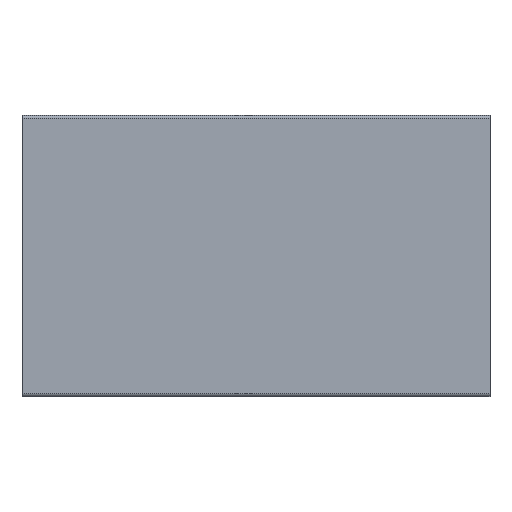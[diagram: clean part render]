
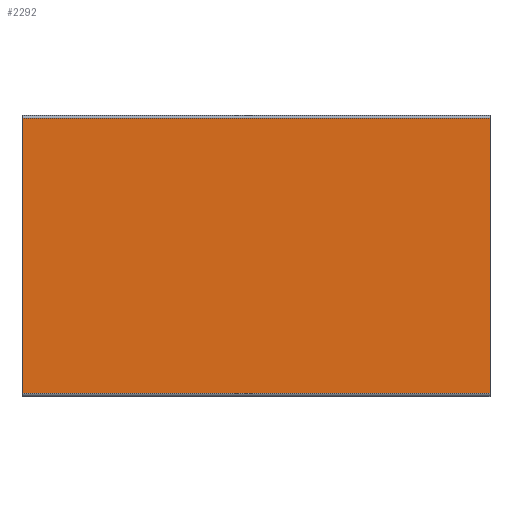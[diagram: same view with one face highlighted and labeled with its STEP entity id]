
A CAD part, top view. The second image highlights one B-rep face of the part: STEP entity #2292.
In plain terms, the highlighted planar face has unit normal (0, 0, 1).
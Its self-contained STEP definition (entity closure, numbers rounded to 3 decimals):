
#1 = ORIENTED_EDGE ( 'NONE', *, *, #1143, .T. ) ;
#22 = CARTESIAN_POINT ( 'NONE',  ( 500., 294., 0. ) ) ;
#63 = DIRECTION ( 'NONE',  ( 0., 0., -1. ) ) ;
#79 = LINE ( 'NONE', #2522, #1935 ) ;
#81 = AXIS2_PLACEMENT_3D ( 'NONE', #282, #63, #943 ) ;
#235 = ORIENTED_EDGE ( 'NONE', *, *, #1238, .T. ) ;
#282 = CARTESIAN_POINT ( 'NONE',  ( 0., 0., 0. ) ) ;
#437 = VERTEX_POINT ( 'NONE', #2375 ) ;
#506 = CARTESIAN_POINT ( 'NONE',  ( 500., 294., 0. ) ) ;
#789 = CARTESIAN_POINT ( 'NONE',  ( -500., -294., 0. ) ) ;
#943 = DIRECTION ( 'NONE',  ( -1., 0., 0. ) ) ;
#965 = VERTEX_POINT ( 'NONE', #506 ) ;
#1093 = LINE ( 'NONE', #2188, #2638 ) ;
#1099 = VERTEX_POINT ( 'NONE', #789 ) ;
#1137 = ORIENTED_EDGE ( 'NONE', *, *, #2233, .T. ) ;
#1143 = EDGE_CURVE ( 'NONE', #1757, #1099, #1093, .T. ) ;
#1192 = ORIENTED_EDGE ( 'NONE', *, *, #1435, .T. ) ;
#1196 = DIRECTION ( 'NONE',  ( -1., 0., 0. ) ) ;
#1238 = EDGE_CURVE ( 'NONE', #1099, #437, #2808, .T. ) ;
#1435 = EDGE_CURVE ( 'NONE', #965, #1757, #1793, .T. ) ;
#1724 = CARTESIAN_POINT ( 'NONE',  ( -500., -294., 0. ) ) ;
#1757 = VERTEX_POINT ( 'NONE', #2163 ) ;
#1793 = LINE ( 'NONE', #22, #2725 ) ;
#1815 = VECTOR ( 'NONE', #2598, 1000. ) ;
#1935 = VECTOR ( 'NONE', #2707, 1000. ) ;
#2163 = CARTESIAN_POINT ( 'NONE',  ( -500., 294., 0. ) ) ;
#2173 = DIRECTION ( 'NONE',  ( 0., -1., 0. ) ) ;
#2188 = CARTESIAN_POINT ( 'NONE',  ( -500., -300., 0. ) ) ;
#2233 = EDGE_CURVE ( 'NONE', #437, #965, #79, .T. ) ;
#2264 = PLANE ( 'NONE',  #81 ) ;
#2292 = ADVANCED_FACE ( 'NONE', ( #2488 ), #2264, .F. ) ;
#2309 = EDGE_LOOP ( 'NONE', ( #1192, #1, #235, #1137 ) ) ;
#2375 = CARTESIAN_POINT ( 'NONE',  ( 500., -294., 0. ) ) ;
#2488 = FACE_OUTER_BOUND ( 'NONE', #2309, .T. ) ;
#2522 = CARTESIAN_POINT ( 'NONE',  ( 500., -300., 0. ) ) ;
#2598 = DIRECTION ( 'NONE',  ( 1., 0., 0. ) ) ;
#2638 = VECTOR ( 'NONE', #2173, 1000. ) ;
#2707 = DIRECTION ( 'NONE',  ( 0., 1., 0. ) ) ;
#2725 = VECTOR ( 'NONE', #1196, 1000. ) ;
#2808 = LINE ( 'NONE', #1724, #1815 ) ;
